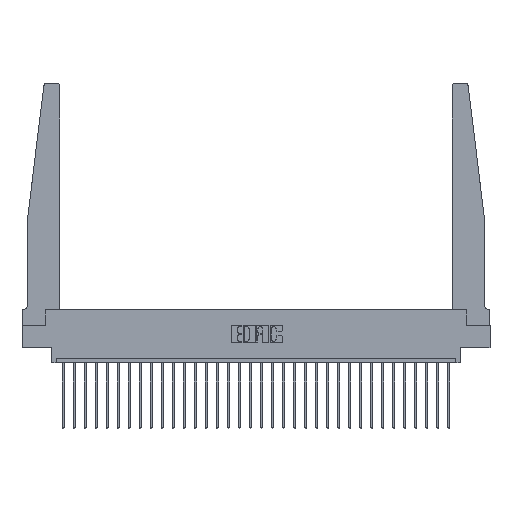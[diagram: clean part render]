
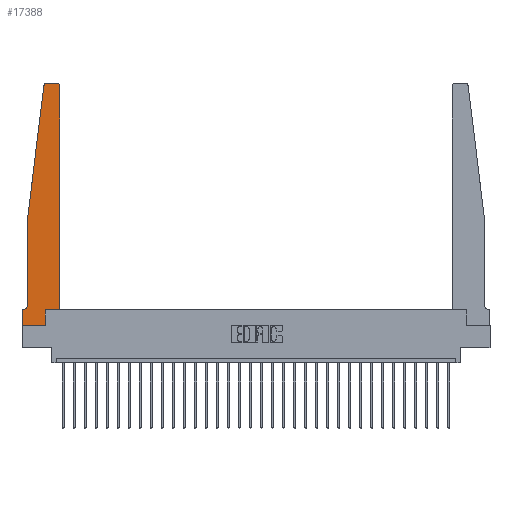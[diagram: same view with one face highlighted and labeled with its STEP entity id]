
A CAD part, top view. The second image highlights one B-rep face of the part: STEP entity #17388.
In plain terms, the highlighted planar face has unit normal (0, 0, 1).
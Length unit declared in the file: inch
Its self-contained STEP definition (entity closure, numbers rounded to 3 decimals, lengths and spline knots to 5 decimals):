
#483 = CARTESIAN_POINT ( 'NONE',  ( 0.425, 0.18, 0.37 ) ) ;
#969 = FACE_OUTER_BOUND ( 'NONE', #26966, .T. ) ;
#995 = VERTEX_POINT ( 'NONE', #26016 ) ;
#1230 = CARTESIAN_POINT ( 'NONE',  ( 0.395, 2.75, 0.37 ) ) ;
#1478 = DIRECTION ( 'NONE',  ( 1., 0., 0. ) ) ;
#1574 = EDGE_CURVE ( 'NONE', #3345, #16159, #2379, .T. ) ;
#1723 = CARTESIAN_POINT ( 'NONE',  ( 0.25, 2.75, 0.37 ) ) ;
#1851 = CARTESIAN_POINT ( 'NONE',  ( 0., 0., 0.37 ) ) ;
#2072 = ORIENTED_EDGE ( 'NONE', *, *, #23592, .T. ) ;
#2175 = VECTOR ( 'NONE', #19575, 39.37008 ) ;
#2273 = CARTESIAN_POINT ( 'NONE',  ( 0.065, 0.1875, 0.37 ) ) ;
#2379 = LINE ( 'NONE', #27036, #10388 ) ;
#2910 = ORIENTED_EDGE ( 'NONE', *, *, #26409, .T. ) ;
#3145 = DIRECTION ( 'NONE',  ( 1., 0., 0. ) ) ;
#3345 = VERTEX_POINT ( 'NONE', #19220 ) ;
#3420 = ORIENTED_EDGE ( 'NONE', *, *, #4712, .T. ) ;
#3491 = LINE ( 'NONE', #10250, #3921 ) ;
#3886 = LINE ( 'NONE', #12624, #26597 ) ;
#3921 = VECTOR ( 'NONE', #12254, 39.37008 ) ;
#4117 = CIRCLE ( 'NONE', #20177, 0.03 ) ;
#4712 = EDGE_CURVE ( 'NONE', #27322, #995, #15517, .T. ) ;
#4833 = DIRECTION ( 'NONE',  ( 1., 0., 0. ) ) ;
#4912 = CARTESIAN_POINT ( 'NONE',  ( 0.2605, 0., 0.37 ) ) ;
#4981 = CARTESIAN_POINT ( 'NONE',  ( 0.27653, 2.72, 0.37 ) ) ;
#5569 = ORIENTED_EDGE ( 'NONE', *, *, #21962, .T. ) ;
#5657 = LINE ( 'NONE', #23102, #26026 ) ;
#5765 = VECTOR ( 'NONE', #11156, 39.37008 ) ;
#6118 = CARTESIAN_POINT ( 'NONE',  ( 0.24675, 2.72367, 0.37 ) ) ;
#6448 = EDGE_CURVE ( 'NONE', #995, #6653, #12762, .T. ) ;
#6574 = ORIENTED_EDGE ( 'NONE', *, *, #6727, .T. ) ;
#6653 = VERTEX_POINT ( 'NONE', #16105 ) ;
#6727 = EDGE_CURVE ( 'NONE', #6653, #14706, #4117, .T. ) ;
#6819 = DIRECTION ( 'NONE',  ( 0., 0., 1. ) ) ;
#6835 = CARTESIAN_POINT ( 'NONE',  ( 0.2605, 0.18, 0.37 ) ) ;
#8127 = VECTOR ( 'NONE', #24589, 39.37008 ) ;
#8558 = VERTEX_POINT ( 'NONE', #12185 ) ;
#8766 = LINE ( 'NONE', #1723, #21928 ) ;
#9280 = CARTESIAN_POINT ( 'NONE',  ( 0.065, 0.2375, 0.37 ) ) ;
#9350 = VERTEX_POINT ( 'NONE', #21673 ) ;
#9832 = DIRECTION ( 'NONE',  ( 0., 0., -1. ) ) ;
#9910 = AXIS2_PLACEMENT_3D ( 'NONE', #4981, #6819, #4833 ) ;
#10250 = CARTESIAN_POINT ( 'NONE',  ( 0.065, 1.25, 0.37 ) ) ;
#10388 = VECTOR ( 'NONE', #26774, 39.37008 ) ;
#10734 = LINE ( 'NONE', #1851, #2175 ) ;
#10780 = ORIENTED_EDGE ( 'NONE', *, *, #1574, .T. ) ;
#11156 = DIRECTION ( 'NONE',  ( -1., 0., 0. ) ) ;
#11575 = CARTESIAN_POINT ( 'NONE',  ( 0.395, 2.72, 0.37 ) ) ;
#12185 = CARTESIAN_POINT ( 'NONE',  ( 0.015, 0.1875, 0.37 ) ) ;
#12254 = DIRECTION ( 'NONE',  ( -0.122, -0.992, 0. ) ) ;
#12624 = CARTESIAN_POINT ( 'NONE',  ( 0.2605, 0.18, 0.37 ) ) ;
#12762 = LINE ( 'NONE', #21606, #25737 ) ;
#12774 = ORIENTED_EDGE ( 'NONE', *, *, #6448, .T. ) ;
#14181 = CARTESIAN_POINT ( 'NONE',  ( 0.015, 0.2375, 0.37 ) ) ;
#14706 = VERTEX_POINT ( 'NONE', #1230 ) ;
#15517 = LINE ( 'NONE', #483, #8127 ) ;
#16105 = CARTESIAN_POINT ( 'NONE',  ( 0.425, 2.72, 0.37 ) ) ;
#16159 = VERTEX_POINT ( 'NONE', #9280 ) ;
#16175 = ORIENTED_EDGE ( 'NONE', *, *, #19000, .T. ) ;
#16405 = DIRECTION ( 'NONE',  ( 0., 0., 1. ) ) ;
#16804 = DIRECTION ( 'NONE',  ( -1., 0., 0. ) ) ;
#17388 = ADVANCED_FACE ( 'NONE', ( #969 ), #25361, .T. ) ;
#17577 = DIRECTION ( 'NONE',  ( -1., 0., 0. ) ) ;
#18824 = ORIENTED_EDGE ( 'NONE', *, *, #19023, .T. ) ;
#19000 = EDGE_CURVE ( 'NONE', #9350, #25168, #5657, .T. ) ;
#19023 = EDGE_CURVE ( 'NONE', #27450, #3345, #3491, .T. ) ;
#19159 = CIRCLE ( 'NONE', #20963, 0.05 ) ;
#19220 = CARTESIAN_POINT ( 'NONE',  ( 0.065, 1.25, 0.37 ) ) ;
#19575 = DIRECTION ( 'NONE',  ( 0., -1., 0. ) ) ;
#20177 = AXIS2_PLACEMENT_3D ( 'NONE', #11575, #16405, #25191 ) ;
#20405 = CARTESIAN_POINT ( 'NONE',  ( 0.27653, 2.75, 0.37 ) ) ;
#20963 = AXIS2_PLACEMENT_3D ( 'NONE', #14181, #9832, #16804 ) ;
#21005 = VERTEX_POINT ( 'NONE', #20405 ) ;
#21448 = CIRCLE ( 'NONE', #9910, 0.03 ) ;
#21452 = ORIENTED_EDGE ( 'NONE', *, *, #21729, .T. ) ;
#21470 = DIRECTION ( 'NONE',  ( 0., 1., 0. ) ) ;
#21606 = CARTESIAN_POINT ( 'NONE',  ( 0.425, 0.18, 0.37 ) ) ;
#21673 = CARTESIAN_POINT ( 'NONE',  ( 0., 0., 0.37 ) ) ;
#21729 = EDGE_CURVE ( 'NONE', #21005, #27450, #21448, .T. ) ;
#21750 = DIRECTION ( 'NONE',  ( 0., 1., 0. ) ) ;
#21928 = VECTOR ( 'NONE', #17577, 39.37008 ) ;
#21962 = EDGE_CURVE ( 'NONE', #14706, #21005, #8766, .T. ) ;
#23092 = CARTESIAN_POINT ( 'NONE',  ( 0., 0.1875, 0.37 ) ) ;
#23102 = CARTESIAN_POINT ( 'NONE',  ( 0., 0., 0.37 ) ) ;
#23569 = EDGE_CURVE ( 'NONE', #25168, #27322, #3886, .T. ) ;
#23592 = EDGE_CURVE ( 'NONE', #26701, #9350, #10734, .T. ) ;
#24589 = DIRECTION ( 'NONE',  ( 1., 0., 0. ) ) ;
#25168 = VERTEX_POINT ( 'NONE', #4912 ) ;
#25191 = DIRECTION ( 'NONE',  ( 1., 0., 0. ) ) ;
#25214 = CARTESIAN_POINT ( 'NONE',  ( 0., 0.1875, 0.37 ) ) ;
#25361 = PLANE ( 'NONE',  #28277 ) ;
#25737 = VECTOR ( 'NONE', #21750, 39.37008 ) ;
#26016 = CARTESIAN_POINT ( 'NONE',  ( 0.425, 0.18, 0.37 ) ) ;
#26026 = VECTOR ( 'NONE', #1478, 39.37008 ) ;
#26168 = ORIENTED_EDGE ( 'NONE', *, *, #23569, .T. ) ;
#26409 = EDGE_CURVE ( 'NONE', #8558, #26701, #28271, .T. ) ;
#26597 = VECTOR ( 'NONE', #21470, 39.37008 ) ;
#26701 = VERTEX_POINT ( 'NONE', #23092 ) ;
#26774 = DIRECTION ( 'NONE',  ( 0., -1., 0. ) ) ;
#26966 = EDGE_LOOP ( 'NONE', ( #5569, #21452, #18824, #10780, #28008, #2910, #2072, #16175, #26168, #3420, #12774, #6574 ) ) ;
#27036 = CARTESIAN_POINT ( 'NONE',  ( 0.065, 1.25, 0.37 ) ) ;
#27322 = VERTEX_POINT ( 'NONE', #6835 ) ;
#27397 = EDGE_CURVE ( 'NONE', #16159, #8558, #19159, .T. ) ;
#27450 = VERTEX_POINT ( 'NONE', #6118 ) ;
#27693 = DIRECTION ( 'NONE',  ( 0., 0., 1. ) ) ;
#28008 = ORIENTED_EDGE ( 'NONE', *, *, #27397, .T. ) ;
#28271 = LINE ( 'NONE', #2273, #5765 ) ;
#28277 = AXIS2_PLACEMENT_3D ( 'NONE', #25214, #27693, #3145 ) ;
